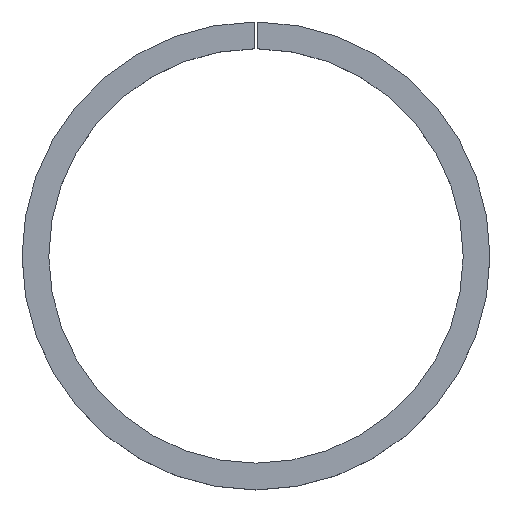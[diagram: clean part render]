
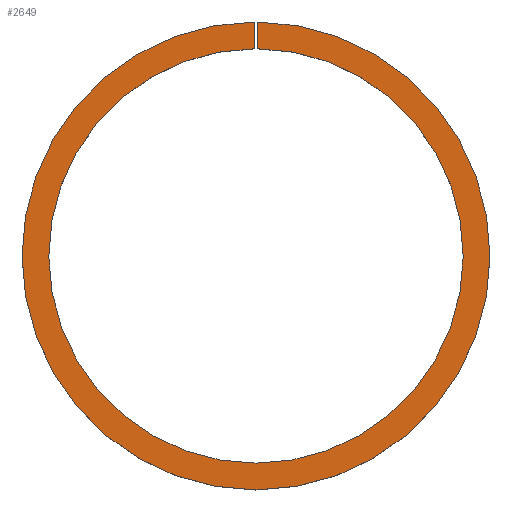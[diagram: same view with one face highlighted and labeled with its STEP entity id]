
A CAD part, top view. The second image highlights one B-rep face of the part: STEP entity #2649.
In plain terms, the highlighted planar face has unit normal (0, 0, 1).
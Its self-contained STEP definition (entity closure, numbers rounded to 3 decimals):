
#52 = FACE_OUTER_BOUND ( 'NONE', #11094, .T. ) ;
#315 = CARTESIAN_POINT ( 'NONE',  ( -0.5, 61.998, 8. ) ) ;
#790 = CIRCLE ( 'NONE', #1189, 62. ) ;
#846 = CARTESIAN_POINT ( 'NONE',  ( -0.5, 0., 8. ) ) ;
#1189 = AXIS2_PLACEMENT_3D ( 'NONE', #6264, #6347, #7235 ) ;
#1514 = VECTOR ( 'NONE', #4689, 1000. ) ;
#2649 = ADVANCED_FACE ( 'NONE', ( #52 ), #3959, .F. ) ;
#3044 = CARTESIAN_POINT ( 'NONE',  ( -0.5, 69.998, 8. ) ) ;
#3093 = DIRECTION ( 'NONE',  ( -1., 0., 0. ) ) ;
#3959 = PLANE ( 'NONE',  #8650 ) ;
#4100 = LINE ( 'NONE', #5023, #10245 ) ;
#4257 = EDGE_CURVE ( 'NONE', #5239, #12465, #790, .T. ) ;
#4607 = ORIENTED_EDGE ( 'NONE', *, *, #6433, .F. ) ;
#4689 = DIRECTION ( 'NONE',  ( 0., 1., 0. ) ) ;
#4882 = CARTESIAN_POINT ( 'NONE',  ( 0., -62., 8. ) ) ;
#5023 = CARTESIAN_POINT ( 'NONE',  ( 0.5, 0., 8. ) ) ;
#5134 = ORIENTED_EDGE ( 'NONE', *, *, #9078, .F. ) ;
#5239 = VERTEX_POINT ( 'NONE', #5747 ) ;
#5747 = CARTESIAN_POINT ( 'NONE',  ( 0.5, 61.998, 8. ) ) ;
#6264 = CARTESIAN_POINT ( 'NONE',  ( 0., 0., 8. ) ) ;
#6347 = DIRECTION ( 'NONE',  ( 0., 0., -1. ) ) ;
#6433 = EDGE_CURVE ( 'NONE', #5239, #7009, #4100, .T. ) ;
#6950 = CIRCLE ( 'NONE', #11362, 70. ) ;
#6981 = DIRECTION ( 'NONE',  ( 0., 1., 0. ) ) ;
#7009 = VERTEX_POINT ( 'NONE', #9932 ) ;
#7235 = DIRECTION ( 'NONE',  ( -1., 0., 0. ) ) ;
#7269 = LINE ( 'NONE', #846, #1514 ) ;
#7391 = EDGE_CURVE ( 'NONE', #12465, #10832, #7269, .T. ) ;
#7777 = DIRECTION ( 'NONE',  ( 0., 0., -1. ) ) ;
#8650 = AXIS2_PLACEMENT_3D ( 'NONE', #4882, #9674, #10683 ) ;
#8872 = CARTESIAN_POINT ( 'NONE',  ( 0., 0., 8. ) ) ;
#8907 = ORIENTED_EDGE ( 'NONE', *, *, #4257, .T. ) ;
#9078 = EDGE_CURVE ( 'NONE', #7009, #10832, #6950, .T. ) ;
#9674 = DIRECTION ( 'NONE',  ( 0., 0., -1. ) ) ;
#9932 = CARTESIAN_POINT ( 'NONE',  ( 0.5, 69.998, 8. ) ) ;
#10245 = VECTOR ( 'NONE', #6981, 1000. ) ;
#10683 = DIRECTION ( 'NONE',  ( -1., 0., 0. ) ) ;
#10832 = VERTEX_POINT ( 'NONE', #3044 ) ;
#11094 = EDGE_LOOP ( 'NONE', ( #5134, #4607, #8907, #12413 ) ) ;
#11362 = AXIS2_PLACEMENT_3D ( 'NONE', #8872, #7777, #3093 ) ;
#12413 = ORIENTED_EDGE ( 'NONE', *, *, #7391, .T. ) ;
#12465 = VERTEX_POINT ( 'NONE', #315 ) ;
